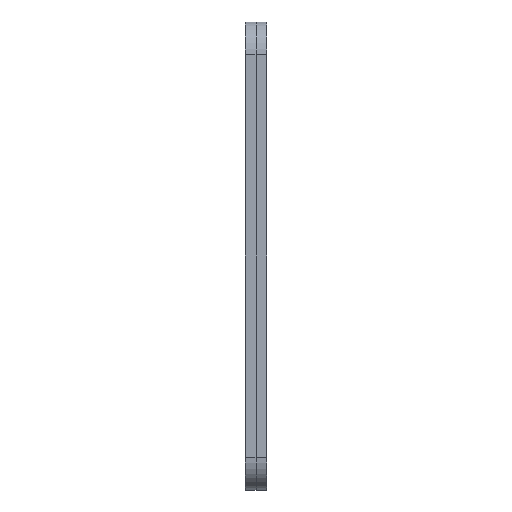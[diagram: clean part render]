
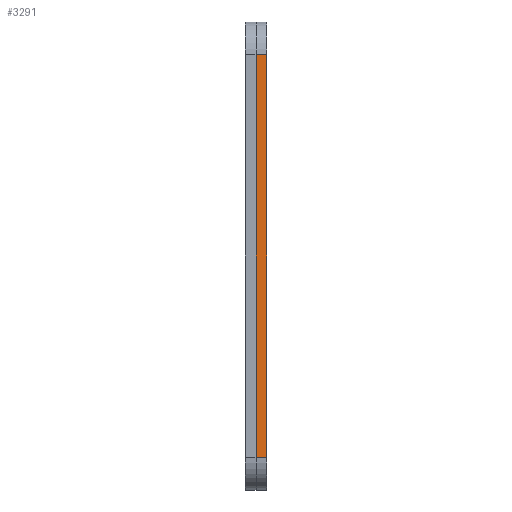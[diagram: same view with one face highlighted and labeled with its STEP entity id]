
A CAD part, left-side view. The second image highlights one B-rep face of the part: STEP entity #3291.
In plain terms, the highlighted planar face has unit normal (-1, 0, 0).
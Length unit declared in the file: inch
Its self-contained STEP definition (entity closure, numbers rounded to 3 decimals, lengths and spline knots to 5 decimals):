
#63 = LINE ( 'NONE', #311, #2803 ) ;
#89 = PLANE ( 'NONE',  #715 ) ;
#170 = ORIENTED_EDGE ( 'NONE', *, *, #3317, .F. ) ;
#311 = CARTESIAN_POINT ( 'NONE',  ( -2.6875, -0.125, -2.3125 ) ) ;
#314 = EDGE_CURVE ( 'NONE', #740, #1584, #63, .T. ) ;
#340 = CARTESIAN_POINT ( 'NONE',  ( -2.6875, -0.125, 2.3125 ) ) ;
#482 = VERTEX_POINT ( 'NONE', #3059 ) ;
#623 = DIRECTION ( 'NONE',  ( 0., 0., 1. ) ) ;
#688 = LINE ( 'NONE', #1484, #3355 ) ;
#715 = AXIS2_PLACEMENT_3D ( 'NONE', #340, #3304, #1437 ) ;
#740 = VERTEX_POINT ( 'NONE', #1656 ) ;
#1131 = CARTESIAN_POINT ( 'NONE',  ( -2.6875, -0.125, -2.3125 ) ) ;
#1152 = DIRECTION ( 'NONE',  ( 0., 0., -1. ) ) ;
#1173 = VECTOR ( 'NONE', #623, 39.37008 ) ;
#1423 = LINE ( 'NONE', #1653, #1173 ) ;
#1437 = DIRECTION ( 'NONE',  ( 0., 0., -1. ) ) ;
#1483 = CARTESIAN_POINT ( 'NONE',  ( -2.6875, -0.125, -2.3125 ) ) ;
#1484 = CARTESIAN_POINT ( 'NONE',  ( -2.6875, -0.125, 2.3125 ) ) ;
#1584 = VERTEX_POINT ( 'NONE', #1483 ) ;
#1653 = CARTESIAN_POINT ( 'NONE',  ( -2.6875, 0., 2.3125 ) ) ;
#1656 = CARTESIAN_POINT ( 'NONE',  ( -2.6875, -0.125, 2.3125 ) ) ;
#1799 = DIRECTION ( 'NONE',  ( 0., -1., 0. ) ) ;
#1876 = VERTEX_POINT ( 'NONE', #3342 ) ;
#2005 = ORIENTED_EDGE ( 'NONE', *, *, #314, .F. ) ;
#2316 = EDGE_LOOP ( 'NONE', ( #170, #2005, #2664, #2774 ) ) ;
#2458 = LINE ( 'NONE', #1131, #3250 ) ;
#2664 = ORIENTED_EDGE ( 'NONE', *, *, #2816, .F. ) ;
#2772 = DIRECTION ( 'NONE',  ( 0., 1., 0. ) ) ;
#2774 = ORIENTED_EDGE ( 'NONE', *, *, #3296, .F. ) ;
#2803 = VECTOR ( 'NONE', #1152, 39.37008 ) ;
#2816 = EDGE_CURVE ( 'NONE', #482, #740, #688, .T. ) ;
#3054 = FACE_OUTER_BOUND ( 'NONE', #2316, .T. ) ;
#3059 = CARTESIAN_POINT ( 'NONE',  ( -2.6875, 0., 2.3125 ) ) ;
#3250 = VECTOR ( 'NONE', #2772, 39.37008 ) ;
#3291 = ADVANCED_FACE ( 'NONE', ( #3054 ), #89, .F. ) ;
#3296 = EDGE_CURVE ( 'NONE', #1876, #482, #1423, .T. ) ;
#3304 = DIRECTION ( 'NONE',  ( 1., 0., 0. ) ) ;
#3317 = EDGE_CURVE ( 'NONE', #1584, #1876, #2458, .T. ) ;
#3342 = CARTESIAN_POINT ( 'NONE',  ( -2.6875, 0., -2.3125 ) ) ;
#3355 = VECTOR ( 'NONE', #1799, 39.37008 ) ;
